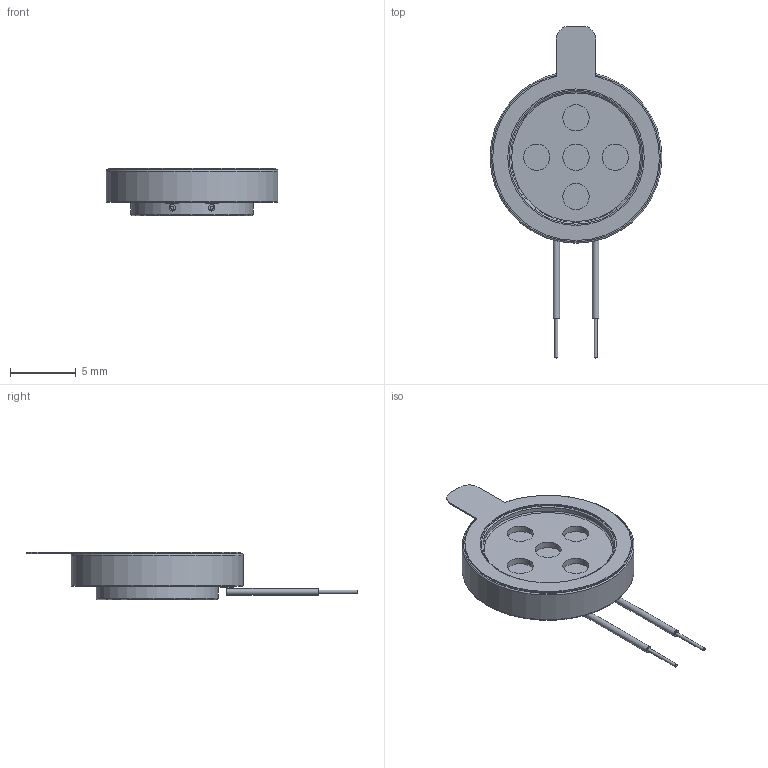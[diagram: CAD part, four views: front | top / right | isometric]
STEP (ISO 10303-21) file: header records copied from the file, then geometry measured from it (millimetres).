
FILE_DESCRIPTION(/* description */ (''),/* implementation_level */ '2;1');
FILE_NAME(/* name */ 'GSPK1335PN-8R0.7W-L100 v4.step',/* time_stamp */ '2023-03-10T10:12:30+03:00',/* author */ (''),/* organization */ (''),/* preprocessor_version */ 'ST-DEVELOPER v19.2',/* originating_system */ 'Autodesk Translation Framework v11.17.0.187',/* authorisation */ '');
FILE_SCHEMA (('AUTOMOTIVE_DESIGN { 1 0 10303 214 3 1 1 }'));
Length unit declared in the file: millimetre
Products named in the file (1): GSPK1335PN-8R0.7W-L100
Bounding box: 13.1 x 25.3 x 3.6 mm (x, y, z)
Volume: 352 mm3; surface area: 758 mm2
Topology: 7 solids, 7 shells, 68 faces, 123 edges, 81 vertices
Faces by surface type: plane 37, cylinder 26, torus 5
Full cylindrical faces by diameter (mm): 0.25 x2, 0.5 x2, 1 x2, 2 x5, 9.3 x1, 10 x1, 10.4 x1, 13.1 x1
Entity records: 1769 total; most frequent: DIRECTION 325, CARTESIAN_POINT 273, ORIENTED_EDGE 246, AXIS2_PLACEMENT_3D 133, EDGE_CURVE 123, EDGE_LOOP 82, VERTEX_POINT 81, FACE_OUTER_BOUND 68
